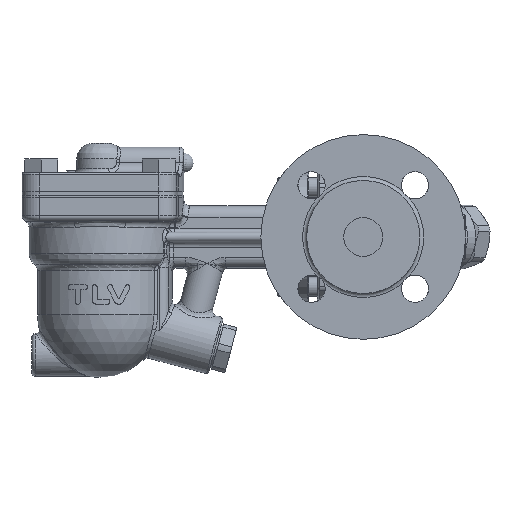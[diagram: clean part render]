
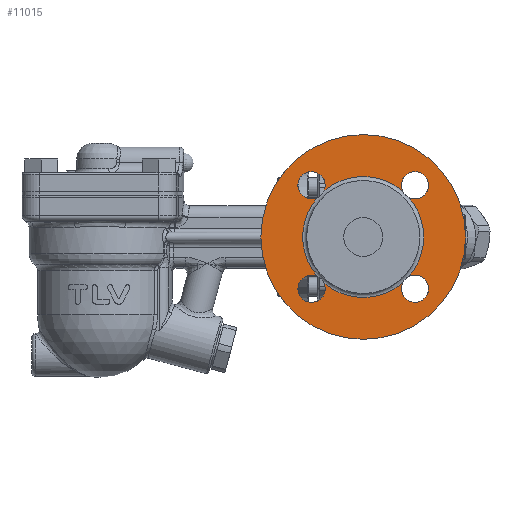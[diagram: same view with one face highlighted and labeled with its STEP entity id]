
A CAD part, front view. The second image highlights one B-rep face of the part: STEP entity #11015.
In plain terms, the highlighted planar face has unit normal (0, -1, 0).
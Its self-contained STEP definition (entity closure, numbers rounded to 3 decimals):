
#824=FACE_BOUND('',#1956,.T.);
#894=PLANE('',#11900);
#1233=FACE_OUTER_BOUND('',#1955,.T.);
#1955=EDGE_LOOP('',(#7699));
#1956=EDGE_LOOP('',(#7700,#7701,#7702,#7703,#7704,#7705,#7706,#7707,#7708,
#7709,#7710,#7711,#7712));
#3917=CIRCLE('',#11866,52.5);
#3918=CIRCLE('',#11868,31.);
#3919=CIRCLE('',#11869,31.);
#3920=CIRCLE('',#11870,31.);
#3924=CIRCLE('',#11874,31.);
#3925=CIRCLE('',#11875,31.);
#3934=CIRCLE('',#11889,7.);
#3935=CIRCLE('',#11890,7.);
#3936=CIRCLE('',#11892,7.);
#3937=CIRCLE('',#11893,7.);
#3938=CIRCLE('',#11895,7.);
#3939=CIRCLE('',#11896,7.);
#3940=CIRCLE('',#11898,7.);
#3941=CIRCLE('',#11899,7.);
#4645=VERTEX_POINT('',#17058);
#4646=VERTEX_POINT('',#17062);
#4647=VERTEX_POINT('',#17063);
#4648=VERTEX_POINT('',#17076);
#4649=VERTEX_POINT('',#17078);
#4650=VERTEX_POINT('',#17091);
#4651=VERTEX_POINT('',#17093);
#4652=VERTEX_POINT('',#17106);
#4655=VERTEX_POINT('',#17113);
#4656=VERTEX_POINT('',#17115);
#4664=VERTEX_POINT('',#17151);
#4665=VERTEX_POINT('',#17156);
#4666=VERTEX_POINT('',#17161);
#4667=VERTEX_POINT('',#17166);
#5767=EDGE_CURVE('',#4645,#4645,#3917,.T.);
#5769=EDGE_CURVE('',#4646,#4648,#3918,.T.);
#5771=EDGE_CURVE('',#4649,#4650,#3919,.T.);
#5773=EDGE_CURVE('',#4651,#4652,#3920,.T.);
#5777=EDGE_CURVE('',#4652,#4655,#3924,.T.);
#5779=EDGE_CURVE('',#4656,#4647,#3925,.T.);
#5791=EDGE_CURVE('',#4649,#4664,#3934,.T.);
#5792=EDGE_CURVE('',#4664,#4648,#3935,.T.);
#5794=EDGE_CURVE('',#4651,#4665,#3936,.T.);
#5795=EDGE_CURVE('',#4665,#4650,#3937,.T.);
#5797=EDGE_CURVE('',#4656,#4666,#3938,.T.);
#5798=EDGE_CURVE('',#4666,#4655,#3939,.T.);
#5800=EDGE_CURVE('',#4646,#4667,#3940,.T.);
#5801=EDGE_CURVE('',#4667,#4647,#3941,.T.);
#7699=ORIENTED_EDGE('',*,*,#5767,.F.);
#7700=ORIENTED_EDGE('',*,*,#5779,.F.);
#7701=ORIENTED_EDGE('',*,*,#5797,.T.);
#7702=ORIENTED_EDGE('',*,*,#5798,.T.);
#7703=ORIENTED_EDGE('',*,*,#5777,.F.);
#7704=ORIENTED_EDGE('',*,*,#5773,.F.);
#7705=ORIENTED_EDGE('',*,*,#5794,.T.);
#7706=ORIENTED_EDGE('',*,*,#5795,.T.);
#7707=ORIENTED_EDGE('',*,*,#5771,.F.);
#7708=ORIENTED_EDGE('',*,*,#5791,.T.);
#7709=ORIENTED_EDGE('',*,*,#5792,.T.);
#7710=ORIENTED_EDGE('',*,*,#5769,.F.);
#7711=ORIENTED_EDGE('',*,*,#5800,.T.);
#7712=ORIENTED_EDGE('',*,*,#5801,.T.);
#11015=ADVANCED_FACE('',(#1233,#824),#894,.T.);
#11866=AXIS2_PLACEMENT_3D('',#17060,#13485,#13486);
#11868=AXIS2_PLACEMENT_3D('',#17077,#13489,#13490);
#11869=AXIS2_PLACEMENT_3D('',#17092,#13491,#13492);
#11870=AXIS2_PLACEMENT_3D('',#17107,#13493,#13494);
#11874=AXIS2_PLACEMENT_3D('',#17114,#13501,#13502);
#11875=AXIS2_PLACEMENT_3D('',#17128,#13503,#13504);
#11889=AXIS2_PLACEMENT_3D('',#17153,#13534,#13535);
#11890=AXIS2_PLACEMENT_3D('',#17154,#13536,#13537);
#11892=AXIS2_PLACEMENT_3D('',#17158,#13541,#13542);
#11893=AXIS2_PLACEMENT_3D('',#17159,#13543,#13544);
#11895=AXIS2_PLACEMENT_3D('',#17163,#13548,#13549);
#11896=AXIS2_PLACEMENT_3D('',#17164,#13550,#13551);
#11898=AXIS2_PLACEMENT_3D('',#17168,#13555,#13556);
#11899=AXIS2_PLACEMENT_3D('',#17169,#13557,#13558);
#11900=AXIS2_PLACEMENT_3D('',#17170,#13559,#13560);
#13485=DIRECTION('center_axis',(0.,1.,0.));
#13486=DIRECTION('ref_axis',(1.,0.,0.));
#13489=DIRECTION('center_axis',(0.,-1.,0.));
#13490=DIRECTION('ref_axis',(1.,0.,0.));
#13491=DIRECTION('center_axis',(0.,-1.,0.));
#13492=DIRECTION('ref_axis',(1.,0.,0.));
#13493=DIRECTION('center_axis',(0.,-1.,0.));
#13494=DIRECTION('ref_axis',(1.,0.,0.));
#13501=DIRECTION('center_axis',(0.,-1.,0.));
#13502=DIRECTION('ref_axis',(1.,0.,0.));
#13503=DIRECTION('center_axis',(0.,-1.,0.));
#13504=DIRECTION('ref_axis',(1.,0.,0.));
#13534=DIRECTION('center_axis',(0.,1.,0.));
#13535=DIRECTION('ref_axis',(0.,0.,
1.));
#13536=DIRECTION('center_axis',(0.,1.,0.));
#13537=DIRECTION('ref_axis',(0.,0.,
1.));
#13541=DIRECTION('center_axis',(0.,1.,0.));
#13542=DIRECTION('ref_axis',(-1.,0.,0.));
#13543=DIRECTION('center_axis',(0.,1.,0.));
#13544=DIRECTION('ref_axis',(-1.,0.,0.));
#13548=DIRECTION('center_axis',(0.,1.,0.));
#13549=DIRECTION('ref_axis',(0.,0.,
-1.));
#13550=DIRECTION('center_axis',(0.,1.,0.));
#13551=DIRECTION('ref_axis',(0.,0.,
-1.));
#13555=DIRECTION('center_axis',(0.,1.,0.));
#13556=DIRECTION('ref_axis',(1.,0.,0.));
#13557=DIRECTION('center_axis',(0.,1.,0.));
#13558=DIRECTION('ref_axis',(1.,0.,0.));
#13559=DIRECTION('center_axis',(0.,-1.,0.));
#13560=DIRECTION('ref_axis',(-1.,0.,0.));
#17058=CARTESIAN_POINT('',(34.018,-73.962,12.));
#17060=CARTESIAN_POINT('Origin',(86.518,-73.962,12.));
#17062=CARTESIAN_POINT('',(62.993,-73.962,32.188));
#17063=CARTESIAN_POINT('',(66.331,-73.962,35.526));
#17076=CARTESIAN_POINT('',(62.993,-73.962,-8.188));
#17077=CARTESIAN_POINT('Origin',(86.518,-73.962,12.));
#17078=CARTESIAN_POINT('',(66.331,-73.962,-11.526));
#17091=CARTESIAN_POINT('',(106.706,-73.962,-11.526));
#17092=CARTESIAN_POINT('Origin',(86.518,-73.962,12.));
#17093=CARTESIAN_POINT('',(110.044,-73.962,-8.188));
#17106=CARTESIAN_POINT('',(117.518,-73.962,12.));
#17107=CARTESIAN_POINT('Origin',(86.518,-73.962,12.));
#17113=CARTESIAN_POINT('',(110.044,-73.962,32.188));
#17114=CARTESIAN_POINT('Origin',(86.518,-73.962,12.));
#17115=CARTESIAN_POINT('',(106.706,-73.962,35.526));
#17128=CARTESIAN_POINT('Origin',(86.518,-73.962,12.));
#17151=CARTESIAN_POINT('',(60.002,-73.962,-21.517));
#17153=CARTESIAN_POINT('Origin',(60.002,-73.962,-14.517));
#17154=CARTESIAN_POINT('Origin',(60.002,-73.962,-14.517));
#17156=CARTESIAN_POINT('',(120.035,-73.962,-14.517));
#17158=CARTESIAN_POINT('Origin',(113.035,-73.962,-14.517));
#17159=CARTESIAN_POINT('Origin',(113.035,-73.962,-14.517));
#17161=CARTESIAN_POINT('',(113.035,-73.962,45.517));
#17163=CARTESIAN_POINT('Origin',(113.035,-73.962,38.517));
#17164=CARTESIAN_POINT('Origin',(113.035,-73.962,38.517));
#17166=CARTESIAN_POINT('',(53.002,-73.962,38.517));
#17168=CARTESIAN_POINT('Origin',(60.002,-73.962,38.517));
#17169=CARTESIAN_POINT('Origin',(60.002,-73.962,38.517));
#17170=CARTESIAN_POINT('Origin',(86.518,-73.962,12.));
